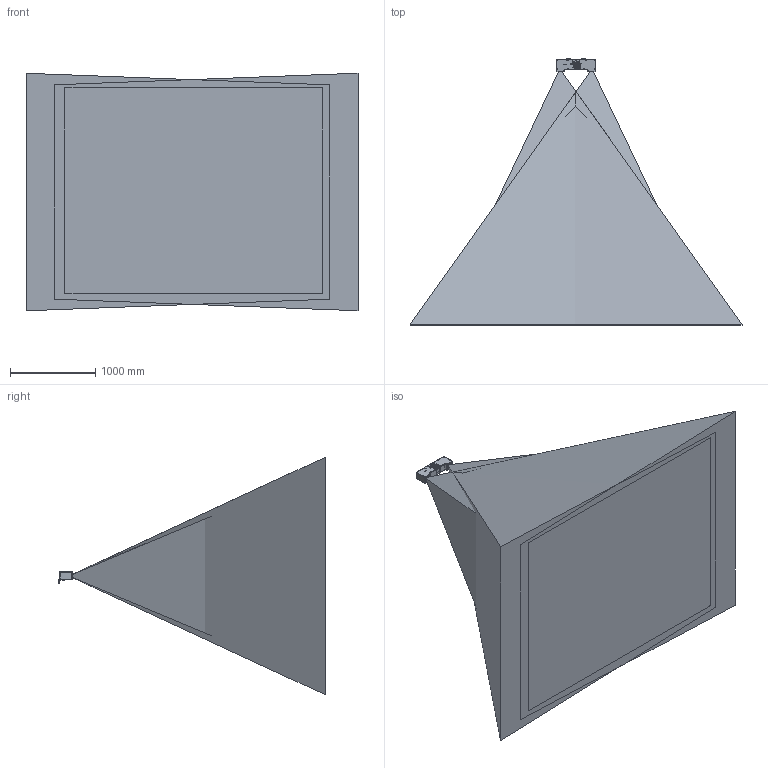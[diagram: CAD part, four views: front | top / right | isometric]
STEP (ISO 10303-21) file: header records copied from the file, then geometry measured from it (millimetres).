
FILE_DESCRIPTION (( 'STEP AP214' ), '1' );
FILE_NAME ('FOV model-Mech-Eye-Laser L-V3S.STEP', '2021-10-27T09:04:12', ( '' ), ( '' ), 'SwSTEP 2.0', 'SolidWorks 2017', '' );
FILE_SCHEMA (( 'AUTOMOTIVE_DESIGN' ));
Length unit declared in the file: millimetre
Products named in the file (1): FOV model-Mech-Eye-Laser L-V3S
Bounding box: 3898.19 x 3125 x 2788.98 mm (x, y, z)
Surface area: 86413620.9 mm2 (no closed solid volume)
Topology: 0 solids, 103 shells, 6382 faces, 17052 edges, 11294 vertices
Faces by surface type: plane 3944, cylinder 1251, bspline 935, cone 230, torus 22
Full cylindrical faces by diameter (mm): 0.6 x16, 0.75 x16, 0.9 x16, 1 x32, 1.2 x32, 1.3 x16, 1.35 x16, 2.5 x18, 2.9 x15, 3 x4, 3.2 x17, 3.4 x16, 4.2 x8, 4.8 x8, 5 x1, 5.4 x1, 5.5 x8, 6 x11, 7 x19, 7.7 x8, 7.9 x4, 9 x2, 10 x8, 12 x2, 12.4 x2, 13.38 x2, 18 x2, 21 x2, 52.4 x1, 58 x2
Entity records: 283831 total; most frequent: CARTESIAN_POINT 121187, ORIENTED_EDGE 32686, DIRECTION 25223, EDGE_CURVE 16350, VERTEX_POINT 11102, VECTOR 9439, LINE 9439, AXIS2_PLACEMENT_3D 7892
